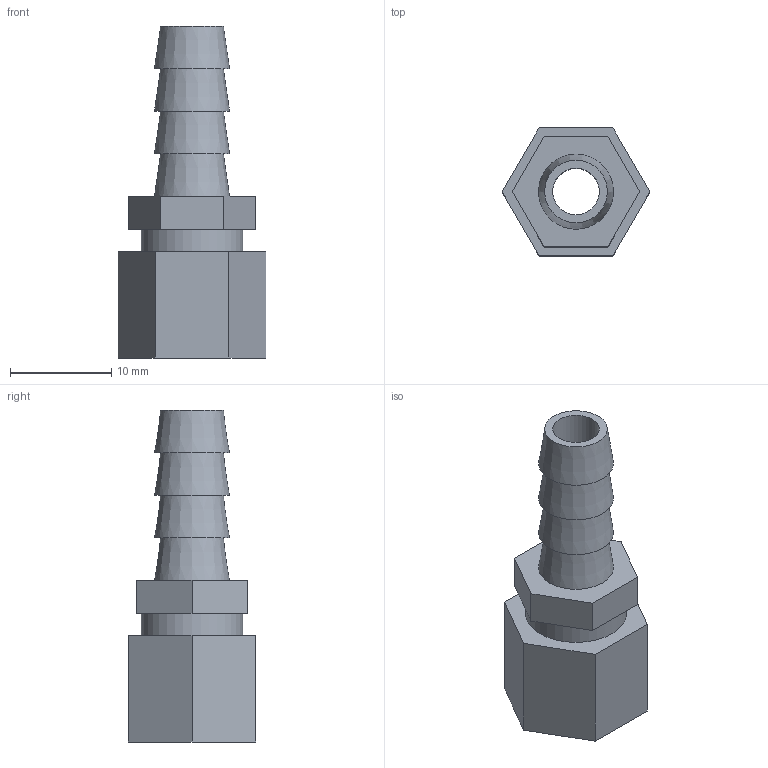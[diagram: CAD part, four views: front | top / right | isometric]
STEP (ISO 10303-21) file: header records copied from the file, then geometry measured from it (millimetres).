
FILE_DESCRIPTION(('HOOPS Exchange Step'),'2;1');
FILE_NAME('export-C98E0695-56DD-462D-9552-6AF6337CD118.stp','2023-01-02T21:45:00+17:00',('andy'),('Alibre'),'HOOPS Exchange 2022.0','Alibre','Unknown authorisation');
FILE_SCHEMA( ('AP242_MANAGED_MODEL_BASED_3D_ENGINEERING_MIM_LF {1 0 10303 442 1 1 4 }') );
Length unit declared in the file: centimetre
Products named in the file (1): Pressure Connector
Bounding box: 14.6 x 12.64 x 32.8 mm (x, y, z)
Volume: 1855.8 mm3; surface area: 1870.7 mm2
Topology: 1 solids, 1 shells, 28 faces, 69 edges, 50 vertices
Faces by surface type: plane 21, cone 4, cylinder 3
Full cylindrical faces by diameter (mm): 4.6 x1, 6.6 x1, 10 x1
Entity records: 889 total; most frequent: DIRECTION 155, CARTESIAN_POINT 149, ORIENTED_EDGE 138, EDGE_CURVE 69, AXIS2_PLACEMENT_3D 56, VERTEX_POINT 50, VECTOR 43, LINE 43
